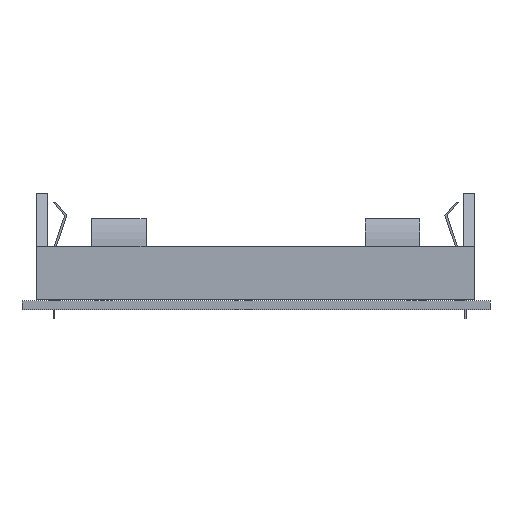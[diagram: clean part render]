
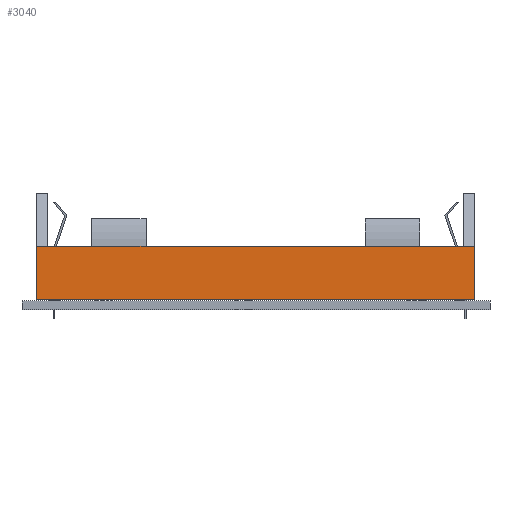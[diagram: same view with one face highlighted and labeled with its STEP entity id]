
A CAD part, front view. The second image highlights one B-rep face of the part: STEP entity #3040.
In plain terms, the highlighted planar face has unit normal (0, -1, 0).
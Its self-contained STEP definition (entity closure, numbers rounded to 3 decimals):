
#215 = PLANE('',#216);
#216 = AXIS2_PLACEMENT_3D('',#217,#218,#219);
#217 = CARTESIAN_POINT('',(35.68,-9.587,9.6));
#218 = DIRECTION('',(0.,0.,1.));
#219 = DIRECTION('',(0.,1.,0.));
#1417 = VERTEX_POINT('',#1418);
#1418 = CARTESIAN_POINT('',(-3.17,-10.45,9.6));
#1432 = PLANE('',#1433);
#1433 = AXIS2_PLACEMENT_3D('',#1434,#1435,#1436);
#1434 = CARTESIAN_POINT('',(-3.17,0.,8.355));
#1435 = DIRECTION('',(-1.,0.,0.));
#1436 = DIRECTION('',(0.,-1.,0.));
#1444 = EDGE_CURVE('',#1417,#1445,#1447,.T.);
#1445 = VERTEX_POINT('',#1446);
#1446 = CARTESIAN_POINT('',(6.6,-10.45,9.6));
#1447 = SURFACE_CURVE('',#1448,(#1452,#1459),.PCURVE_S1.);
#1448 = LINE('',#1449,#1450);
#1449 = CARTESIAN_POINT('',(-3.17,-10.45,9.6));
#1450 = VECTOR('',#1451,1.);
#1451 = DIRECTION('',(1.,0.,0.));
#1452 = PCURVE('',#215,#1453);
#1453 = DEFINITIONAL_REPRESENTATION('',(#1454),#1458);
#1454 = LINE('',#1455,#1456);
#1455 = CARTESIAN_POINT('',(-0.863,38.85));
#1456 = VECTOR('',#1457,1.);
#1457 = DIRECTION('',(0.,-1.));
#1458 = ( GEOMETRIC_REPRESENTATION_CONTEXT(2) 
PARAMETRIC_REPRESENTATION_CONTEXT() REPRESENTATION_CONTEXT('2D SPACE',''
  ) );
#1459 = PCURVE('',#1460,#1465);
#1460 = PLANE('',#1461);
#1461 = AXIS2_PLACEMENT_3D('',#1462,#1463,#1464);
#1462 = CARTESIAN_POINT('',(-3.17,-10.45,0.1));
#1463 = DIRECTION('',(0.,1.,0.));
#1464 = DIRECTION('',(1.,0.,0.));
#1465 = DEFINITIONAL_REPRESENTATION('',(#1466),#1470);
#1466 = LINE('',#1467,#1468);
#1467 = CARTESIAN_POINT('',(0.,-9.5));
#1468 = VECTOR('',#1469,1.);
#1469 = DIRECTION('',(1.,0.));
#1470 = ( GEOMETRIC_REPRESENTATION_CONTEXT(2) 
PARAMETRIC_REPRESENTATION_CONTEXT() REPRESENTATION_CONTEXT('2D SPACE',''
  ) );
#1529 = VERTEX_POINT('',#1530);
#1530 = CARTESIAN_POINT('',(16.255,-10.45,9.6));
#1556 = EDGE_CURVE('',#1529,#1557,#1559,.T.);
#1557 = VERTEX_POINT('',#1558);
#1558 = CARTESIAN_POINT('',(55.105,-10.45,9.6));
#1559 = SURFACE_CURVE('',#1560,(#1564,#1571),.PCURVE_S1.);
#1560 = LINE('',#1561,#1562);
#1561 = CARTESIAN_POINT('',(-3.17,-10.45,9.6));
#1562 = VECTOR('',#1563,1.);
#1563 = DIRECTION('',(1.,0.,0.));
#1564 = PCURVE('',#215,#1565);
#1565 = DEFINITIONAL_REPRESENTATION('',(#1566),#1570);
#1566 = LINE('',#1567,#1568);
#1567 = CARTESIAN_POINT('',(-0.863,38.85));
#1568 = VECTOR('',#1569,1.);
#1569 = DIRECTION('',(0.,-1.));
#1570 = ( GEOMETRIC_REPRESENTATION_CONTEXT(2) 
PARAMETRIC_REPRESENTATION_CONTEXT() REPRESENTATION_CONTEXT('2D SPACE',''
  ) );
#1571 = PCURVE('',#1460,#1572);
#1572 = DEFINITIONAL_REPRESENTATION('',(#1573),#1577);
#1573 = LINE('',#1574,#1575);
#1574 = CARTESIAN_POINT('',(0.,-9.5));
#1575 = VECTOR('',#1576,1.);
#1576 = DIRECTION('',(1.,0.));
#1577 = ( GEOMETRIC_REPRESENTATION_CONTEXT(2) 
PARAMETRIC_REPRESENTATION_CONTEXT() REPRESENTATION_CONTEXT('2D SPACE',''
  ) );
#1636 = VERTEX_POINT('',#1637);
#1637 = CARTESIAN_POINT('',(64.76,-10.45,9.6));
#1663 = EDGE_CURVE('',#1636,#1664,#1666,.T.);
#1664 = VERTEX_POINT('',#1665);
#1665 = CARTESIAN_POINT('',(74.53,-10.45,9.6));
#1666 = SURFACE_CURVE('',#1667,(#1671,#1678),.PCURVE_S1.);
#1667 = LINE('',#1668,#1669);
#1668 = CARTESIAN_POINT('',(-3.17,-10.45,9.6));
#1669 = VECTOR('',#1670,1.);
#1670 = DIRECTION('',(1.,0.,0.));
#1671 = PCURVE('',#215,#1672);
#1672 = DEFINITIONAL_REPRESENTATION('',(#1673),#1677);
#1673 = LINE('',#1674,#1675);
#1674 = CARTESIAN_POINT('',(-0.863,38.85));
#1675 = VECTOR('',#1676,1.);
#1676 = DIRECTION('',(0.,-1.));
#1677 = ( GEOMETRIC_REPRESENTATION_CONTEXT(2) 
PARAMETRIC_REPRESENTATION_CONTEXT() REPRESENTATION_CONTEXT('2D SPACE',''
  ) );
#1678 = PCURVE('',#1460,#1679);
#1679 = DEFINITIONAL_REPRESENTATION('',(#1680),#1684);
#1680 = LINE('',#1681,#1682);
#1681 = CARTESIAN_POINT('',(0.,-9.5));
#1682 = VECTOR('',#1683,1.);
#1683 = DIRECTION('',(1.,0.));
#1684 = ( GEOMETRIC_REPRESENTATION_CONTEXT(2) 
PARAMETRIC_REPRESENTATION_CONTEXT() REPRESENTATION_CONTEXT('2D SPACE',''
  ) );
#1702 = PLANE('',#1703);
#1703 = AXIS2_PLACEMENT_3D('',#1704,#1705,#1706);
#1704 = CARTESIAN_POINT('',(74.53,0.,8.355));
#1705 = DIRECTION('',(1.,0.,0.));
#1706 = DIRECTION('',(0.,0.,1.));
#2366 = PLANE('',#2367);
#2367 = AXIS2_PLACEMENT_3D('',#2368,#2369,#2370);
#2368 = CARTESIAN_POINT('',(35.68,0.,0.1));
#2369 = DIRECTION('',(0.,0.,1.));
#2370 = DIRECTION('',(1.,0.,-0.));
#2972 = VERTEX_POINT('',#2973);
#2973 = CARTESIAN_POINT('',(-3.17,-10.45,0.1));
#2994 = EDGE_CURVE('',#2972,#1417,#2995,.T.);
#2995 = SURFACE_CURVE('',#2996,(#3000,#3007),.PCURVE_S1.);
#2996 = LINE('',#2997,#2998);
#2997 = CARTESIAN_POINT('',(-3.17,-10.45,0.1));
#2998 = VECTOR('',#2999,1.);
#2999 = DIRECTION('',(0.,0.,1.));
#3000 = PCURVE('',#1432,#3001);
#3001 = DEFINITIONAL_REPRESENTATION('',(#3002),#3006);
#3002 = LINE('',#3003,#3004);
#3003 = CARTESIAN_POINT('',(10.45,-8.255));
#3004 = VECTOR('',#3005,1.);
#3005 = DIRECTION('',(0.,1.));
#3006 = ( GEOMETRIC_REPRESENTATION_CONTEXT(2) 
PARAMETRIC_REPRESENTATION_CONTEXT() REPRESENTATION_CONTEXT('2D SPACE',''
  ) );
#3007 = PCURVE('',#1460,#3008);
#3008 = DEFINITIONAL_REPRESENTATION('',(#3009),#3013);
#3009 = LINE('',#3010,#3011);
#3010 = CARTESIAN_POINT('',(0.,0.));
#3011 = VECTOR('',#3012,1.);
#3012 = DIRECTION('',(0.,-1.));
#3013 = ( GEOMETRIC_REPRESENTATION_CONTEXT(2) 
PARAMETRIC_REPRESENTATION_CONTEXT() REPRESENTATION_CONTEXT('2D SPACE',''
  ) );
#3040 = ADVANCED_FACE('',(#3041),#1460,.F.);
#3041 = FACE_BOUND('',#3042,.F.);
#3042 = EDGE_LOOP('',(#3043,#3066,#3067,#3068,#3094,#3095,#3121,#3122));
#3043 = ORIENTED_EDGE('',*,*,#3044,.F.);
#3044 = EDGE_CURVE('',#2972,#3045,#3047,.T.);
#3045 = VERTEX_POINT('',#3046);
#3046 = CARTESIAN_POINT('',(74.53,-10.45,0.1));
#3047 = SURFACE_CURVE('',#3048,(#3052,#3059),.PCURVE_S1.);
#3048 = LINE('',#3049,#3050);
#3049 = CARTESIAN_POINT('',(-3.17,-10.45,0.1));
#3050 = VECTOR('',#3051,1.);
#3051 = DIRECTION('',(1.,0.,0.));
#3052 = PCURVE('',#1460,#3053);
#3053 = DEFINITIONAL_REPRESENTATION('',(#3054),#3058);
#3054 = LINE('',#3055,#3056);
#3055 = CARTESIAN_POINT('',(0.,0.));
#3056 = VECTOR('',#3057,1.);
#3057 = DIRECTION('',(1.,0.));
#3058 = ( GEOMETRIC_REPRESENTATION_CONTEXT(2) 
PARAMETRIC_REPRESENTATION_CONTEXT() REPRESENTATION_CONTEXT('2D SPACE',''
  ) );
#3059 = PCURVE('',#2366,#3060);
#3060 = DEFINITIONAL_REPRESENTATION('',(#3061),#3065);
#3061 = LINE('',#3062,#3063);
#3062 = CARTESIAN_POINT('',(-38.85,-10.45));
#3063 = VECTOR('',#3064,1.);
#3064 = DIRECTION('',(1.,0.));
#3065 = ( GEOMETRIC_REPRESENTATION_CONTEXT(2) 
PARAMETRIC_REPRESENTATION_CONTEXT() REPRESENTATION_CONTEXT('2D SPACE',''
  ) );
#3066 = ORIENTED_EDGE('',*,*,#2994,.T.);
#3067 = ORIENTED_EDGE('',*,*,#1444,.T.);
#3068 = ORIENTED_EDGE('',*,*,#3069,.T.);
#3069 = EDGE_CURVE('',#1445,#1529,#3070,.T.);
#3070 = SURFACE_CURVE('',#3071,(#3075,#3082),.PCURVE_S1.);
#3071 = LINE('',#3072,#3073);
#3072 = CARTESIAN_POINT('',(-3.17,-10.45,9.6));
#3073 = VECTOR('',#3074,1.);
#3074 = DIRECTION('',(1.,0.,0.));
#3075 = PCURVE('',#1460,#3076);
#3076 = DEFINITIONAL_REPRESENTATION('',(#3077),#3081);
#3077 = LINE('',#3078,#3079);
#3078 = CARTESIAN_POINT('',(0.,-9.5));
#3079 = VECTOR('',#3080,1.);
#3080 = DIRECTION('',(1.,0.));
#3081 = ( GEOMETRIC_REPRESENTATION_CONTEXT(2) 
PARAMETRIC_REPRESENTATION_CONTEXT() REPRESENTATION_CONTEXT('2D SPACE',''
  ) );
#3082 = PCURVE('',#3083,#3088);
#3083 = CYLINDRICAL_SURFACE('',#3084,9.);
#3084 = AXIS2_PLACEMENT_3D('',#3085,#3086,#3087);
#3085 = CARTESIAN_POINT('',(3.18,-1.45,9.6));
#3086 = DIRECTION('',(-1.,-0.,-0.));
#3087 = DIRECTION('',(0.,1.,0.));
#3088 = DEFINITIONAL_REPRESENTATION('',(#3089),#3093);
#3089 = LINE('',#3090,#3091);
#3090 = CARTESIAN_POINT('',(3.142,6.35));
#3091 = VECTOR('',#3092,1.);
#3092 = DIRECTION('',(0.,-1.));
#3093 = ( GEOMETRIC_REPRESENTATION_CONTEXT(2) 
PARAMETRIC_REPRESENTATION_CONTEXT() REPRESENTATION_CONTEXT('2D SPACE',''
  ) );
#3094 = ORIENTED_EDGE('',*,*,#1556,.T.);
#3095 = ORIENTED_EDGE('',*,*,#3096,.T.);
#3096 = EDGE_CURVE('',#1557,#1636,#3097,.T.);
#3097 = SURFACE_CURVE('',#3098,(#3102,#3109),.PCURVE_S1.);
#3098 = LINE('',#3099,#3100);
#3099 = CARTESIAN_POINT('',(-3.17,-10.45,9.6));
#3100 = VECTOR('',#3101,1.);
#3101 = DIRECTION('',(1.,0.,0.));
#3102 = PCURVE('',#1460,#3103);
#3103 = DEFINITIONAL_REPRESENTATION('',(#3104),#3108);
#3104 = LINE('',#3105,#3106);
#3105 = CARTESIAN_POINT('',(0.,-9.5));
#3106 = VECTOR('',#3107,1.);
#3107 = DIRECTION('',(1.,0.));
#3108 = ( GEOMETRIC_REPRESENTATION_CONTEXT(2) 
PARAMETRIC_REPRESENTATION_CONTEXT() REPRESENTATION_CONTEXT('2D SPACE',''
  ) );
#3109 = PCURVE('',#3110,#3115);
#3110 = CYLINDRICAL_SURFACE('',#3111,9.);
#3111 = AXIS2_PLACEMENT_3D('',#3112,#3113,#3114);
#3112 = CARTESIAN_POINT('',(3.18,-1.45,9.6));
#3113 = DIRECTION('',(-1.,-0.,-0.));
#3114 = DIRECTION('',(0.,1.,0.));
#3115 = DEFINITIONAL_REPRESENTATION('',(#3116),#3120);
#3116 = LINE('',#3117,#3118);
#3117 = CARTESIAN_POINT('',(3.142,6.35));
#3118 = VECTOR('',#3119,1.);
#3119 = DIRECTION('',(0.,-1.));
#3120 = ( GEOMETRIC_REPRESENTATION_CONTEXT(2) 
PARAMETRIC_REPRESENTATION_CONTEXT() REPRESENTATION_CONTEXT('2D SPACE',''
  ) );
#3121 = ORIENTED_EDGE('',*,*,#1663,.T.);
#3122 = ORIENTED_EDGE('',*,*,#3123,.F.);
#3123 = EDGE_CURVE('',#3045,#1664,#3124,.T.);
#3124 = SURFACE_CURVE('',#3125,(#3129,#3136),.PCURVE_S1.);
#3125 = LINE('',#3126,#3127);
#3126 = CARTESIAN_POINT('',(74.53,-10.45,0.1));
#3127 = VECTOR('',#3128,1.);
#3128 = DIRECTION('',(0.,0.,1.));
#3129 = PCURVE('',#1460,#3130);
#3130 = DEFINITIONAL_REPRESENTATION('',(#3131),#3135);
#3131 = LINE('',#3132,#3133);
#3132 = CARTESIAN_POINT('',(77.7,0.));
#3133 = VECTOR('',#3134,1.);
#3134 = DIRECTION('',(0.,-1.));
#3135 = ( GEOMETRIC_REPRESENTATION_CONTEXT(2) 
PARAMETRIC_REPRESENTATION_CONTEXT() REPRESENTATION_CONTEXT('2D SPACE',''
  ) );
#3136 = PCURVE('',#1702,#3137);
#3137 = DEFINITIONAL_REPRESENTATION('',(#3138),#3142);
#3138 = LINE('',#3139,#3140);
#3139 = CARTESIAN_POINT('',(-8.255,10.45));
#3140 = VECTOR('',#3141,1.);
#3141 = DIRECTION('',(1.,0.));
#3142 = ( GEOMETRIC_REPRESENTATION_CONTEXT(2) 
PARAMETRIC_REPRESENTATION_CONTEXT() REPRESENTATION_CONTEXT('2D SPACE',''
  ) );
